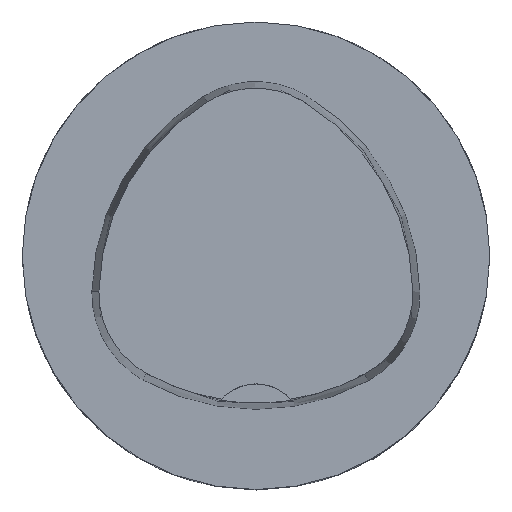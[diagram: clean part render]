
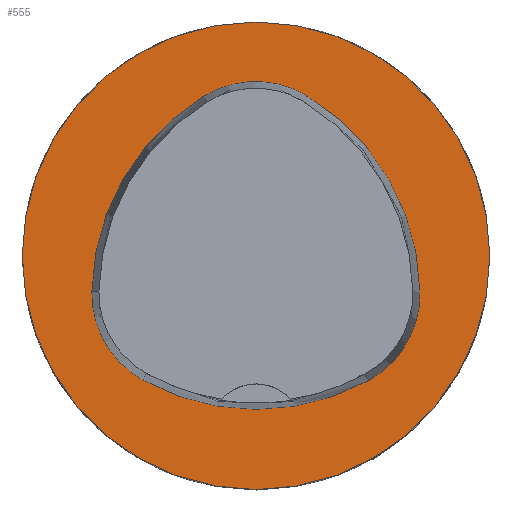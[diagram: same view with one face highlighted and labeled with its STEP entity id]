
A CAD part, top view. The second image highlights one B-rep face of the part: STEP entity #555.
In plain terms, the highlighted planar face has unit normal (0, 0, 1).
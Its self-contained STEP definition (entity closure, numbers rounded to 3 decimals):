
#159=PLANE('',#2029);
#555=ADVANCED_FACE('',(#707,#708),#159,.T.);
#707=FACE_BOUND('',#772,.T.);
#708=FACE_BOUND('',#773,.T.);
#772=EDGE_LOOP('',(#1044,#1045,#1046,#1047,#1048,#1049));
#773=EDGE_LOOP('',(#1050));
#1044=ORIENTED_EDGE('',*,*,#1646,.T.);
#1045=ORIENTED_EDGE('',*,*,#1644,.T.);
#1046=ORIENTED_EDGE('',*,*,#1642,.T.);
#1047=ORIENTED_EDGE('',*,*,#1640,.T.);
#1048=ORIENTED_EDGE('',*,*,#1638,.T.);
#1049=ORIENTED_EDGE('',*,*,#1636,.T.);
#1050=ORIENTED_EDGE('',*,*,#1671,.F.);
#1436=VERTEX_POINT('',#3188);
#1437=VERTEX_POINT('',#3190);
#1438=VERTEX_POINT('',#3194);
#1439=VERTEX_POINT('',#3198);
#1440=VERTEX_POINT('',#3202);
#1441=VERTEX_POINT('',#3206);
#1458=VERTEX_POINT('',#3264);
#1636=EDGE_CURVE('',#1437,#1436,#1808,.T.);
#1638=EDGE_CURVE('',#1438,#1437,#1809,.T.);
#1640=EDGE_CURVE('',#1439,#1438,#1810,.T.);
#1642=EDGE_CURVE('',#1440,#1439,#1811,.T.);
#1644=EDGE_CURVE('',#1441,#1440,#1812,.T.);
#1646=EDGE_CURVE('',#1436,#1441,#1813,.T.);
#1671=EDGE_CURVE('',#1458,#1458,#1814,.T.);
#1808=CIRCLE('',#1996,20.);
#1809=CIRCLE('',#1998,8.5);
#1810=CIRCLE('',#2000,20.);
#1811=CIRCLE('',#2002,8.5);
#1812=CIRCLE('',#2004,20.);
#1813=CIRCLE('',#2006,8.5);
#1814=CIRCLE('',#2028,20.);
#1996=AXIS2_PLACEMENT_3D('',#3189,#2292,#2293);
#1998=AXIS2_PLACEMENT_3D('',#3193,#2297,#2298);
#2000=AXIS2_PLACEMENT_3D('',#3197,#2302,#2303);
#2002=AXIS2_PLACEMENT_3D('',#3201,#2307,#2308);
#2004=AXIS2_PLACEMENT_3D('',#3205,#2312,#2313);
#2006=AXIS2_PLACEMENT_3D('',#3209,#2317,#2318);
#2028=AXIS2_PLACEMENT_3D('',#3263,#2377,#2378);
#2029=AXIS2_PLACEMENT_3D('',#3265,#2379,#2380);
#2292=DIRECTION('',(0.,0.,-1.));
#2293=DIRECTION('',(-1.,0.,0.));
#2297=DIRECTION('',(0.,0.,-1.));
#2298=DIRECTION('',(-1.,0.,0.));
#2302=DIRECTION('',(0.,0.,-1.));
#2303=DIRECTION('',(-1.,0.,0.));
#2307=DIRECTION('',(0.,0.,-1.));
#2308=DIRECTION('',(-1.,0.,0.));
#2312=DIRECTION('',(0.,0.,-1.));
#2313=DIRECTION('',(-1.,0.,0.));
#2317=DIRECTION('',(0.,0.,-1.));
#2318=DIRECTION('',(-1.,0.,0.));
#2377=DIRECTION('',(0.,0.,-1.));
#2378=DIRECTION('',(-1.,0.,0.));
#2379=DIRECTION('',(0.,0.,1.));
#2380=DIRECTION('',(1.,0.,0.));
#3188=CARTESIAN_POINT('',(-9.655,-10.639,0.));
#3189=CARTESIAN_POINT('',(0.022,6.864,0.));
#3190=CARTESIAN_POINT('',(9.588,-10.699,0.));
#3193=CARTESIAN_POINT('',(5.522,-3.235,0.));
#3194=CARTESIAN_POINT('',(14.021,-3.075,0.));
#3197=CARTESIAN_POINT('',(-5.976,-3.45,0.));
#3198=CARTESIAN_POINT('',(4.347,13.68,0.));
#3201=CARTESIAN_POINT('',(-0.04,6.4,0.));
#3202=CARTESIAN_POINT('',(-4.472,13.653,0.));
#3205=CARTESIAN_POINT('',(5.955,-3.414,0.));
#3206=CARTESIAN_POINT('',(-14.041,-3.042,0.));
#3209=CARTESIAN_POINT('',(-5.543,-3.2,0.));
#3263=CARTESIAN_POINT('',(0.,0.,0.));
#3264=CARTESIAN_POINT('',(-20.,0.,0.));
#3265=CARTESIAN_POINT('',(0.,0.,0.));
